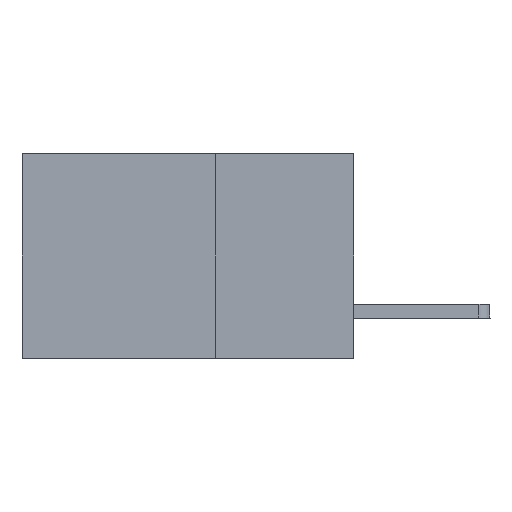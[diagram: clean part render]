
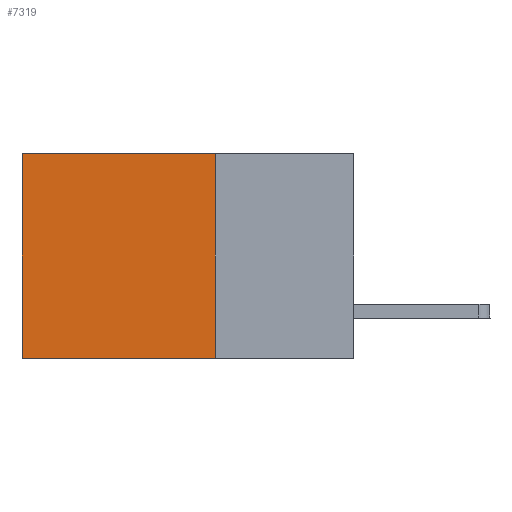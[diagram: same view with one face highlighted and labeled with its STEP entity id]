
A CAD part, left-side view. The second image highlights one B-rep face of the part: STEP entity #7319.
In plain terms, the highlighted planar face has unit normal (-1, 0, 0).
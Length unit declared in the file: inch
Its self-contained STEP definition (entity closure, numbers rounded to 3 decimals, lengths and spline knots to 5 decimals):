
#39 = CARTESIAN_POINT ( 'NONE',  ( 0.2875, 0.25, -0.37 ) ) ;
#141 = CARTESIAN_POINT ( 'NONE',  ( 0.2875, 0.25, 0. ) ) ;
#684 = EDGE_CURVE ( 'NONE', #7908, #889, #3201, .T. ) ;
#889 = VERTEX_POINT ( 'NONE', #13156 ) ;
#1123 = DIRECTION ( 'NONE',  ( 0., 0., -1. ) ) ;
#1910 = AXIS2_PLACEMENT_3D ( 'NONE', #10730, #11826, #1123 ) ;
#1987 = DIRECTION ( 'NONE',  ( 0., 1., 0. ) ) ;
#2869 = EDGE_CURVE ( 'NONE', #9037, #9956, #3654, .T. ) ;
#3201 = LINE ( 'NONE', #4929, #11036 ) ;
#3325 = ORIENTED_EDGE ( 'NONE', *, *, #2869, .F. ) ;
#3654 = LINE ( 'NONE', #141, #10996 ) ;
#3902 = EDGE_LOOP ( 'NONE', ( #11661, #5798, #3325, #13064 ) ) ;
#4929 = CARTESIAN_POINT ( 'NONE',  ( 0.2875, 0.6, 0. ) ) ;
#5156 = CARTESIAN_POINT ( 'NONE',  ( 0.2875, 0.25, 0. ) ) ;
#5586 = CARTESIAN_POINT ( 'NONE',  ( 0.2875, 0.6, 0. ) ) ;
#5798 = ORIENTED_EDGE ( 'NONE', *, *, #7872, .F. ) ;
#6760 = CARTESIAN_POINT ( 'NONE',  ( 0.2875, 0.25, 0. ) ) ;
#6960 = LINE ( 'NONE', #8565, #13829 ) ;
#7319 = ADVANCED_FACE ( 'NONE', ( #8974 ), #7514, .F. ) ;
#7514 = PLANE ( 'NONE',  #1910 ) ;
#7872 = EDGE_CURVE ( 'NONE', #9956, #889, #6960, .T. ) ;
#7908 = VERTEX_POINT ( 'NONE', #5586 ) ;
#7966 = EDGE_CURVE ( 'NONE', #9037, #7908, #12584, .T. ) ;
#8297 = VECTOR ( 'NONE', #13286, 39.37008 ) ;
#8565 = CARTESIAN_POINT ( 'NONE',  ( 0.2875, 0.25, -0.37 ) ) ;
#8974 = FACE_OUTER_BOUND ( 'NONE', #3902, .T. ) ;
#9037 = VERTEX_POINT ( 'NONE', #5156 ) ;
#9956 = VERTEX_POINT ( 'NONE', #39 ) ;
#10730 = CARTESIAN_POINT ( 'NONE',  ( 0.2875, 0.25, 0. ) ) ;
#10996 = VECTOR ( 'NONE', #12217, 39.37008 ) ;
#11036 = VECTOR ( 'NONE', #11513, 39.37008 ) ;
#11513 = DIRECTION ( 'NONE',  ( 0., 0., -1. ) ) ;
#11661 = ORIENTED_EDGE ( 'NONE', *, *, #684, .T. ) ;
#11826 = DIRECTION ( 'NONE',  ( 1., 0., 0. ) ) ;
#12217 = DIRECTION ( 'NONE',  ( 0., 0., -1. ) ) ;
#12584 = LINE ( 'NONE', #6760, #8297 ) ;
#13064 = ORIENTED_EDGE ( 'NONE', *, *, #7966, .T. ) ;
#13156 = CARTESIAN_POINT ( 'NONE',  ( 0.2875, 0.6, -0.37 ) ) ;
#13286 = DIRECTION ( 'NONE',  ( 0., 1., 0. ) ) ;
#13829 = VECTOR ( 'NONE', #1987, 39.37008 ) ;
